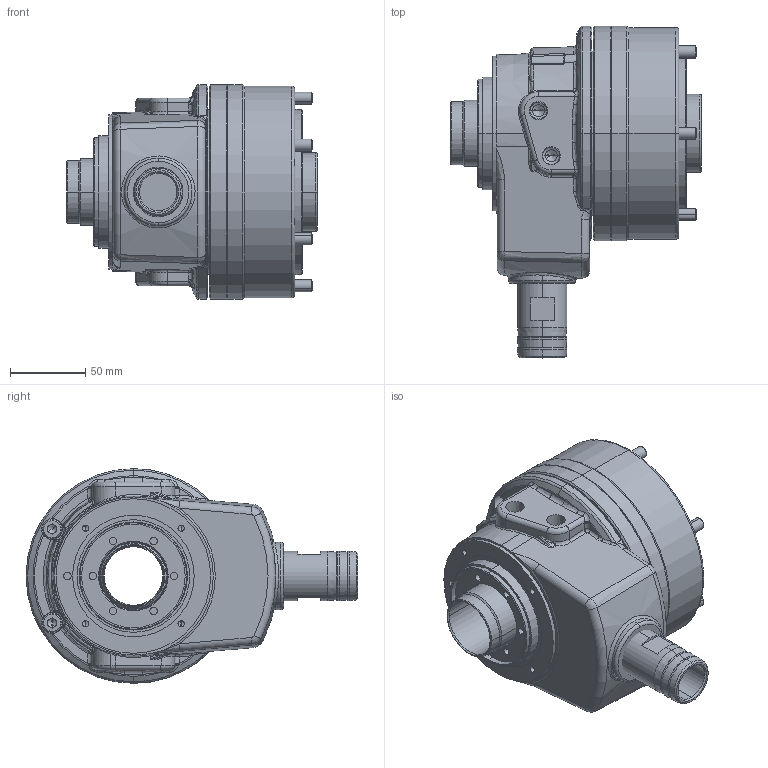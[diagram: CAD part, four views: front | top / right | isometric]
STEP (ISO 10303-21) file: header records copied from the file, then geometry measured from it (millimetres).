
FILE_DESCRIPTION (( 'STEP AP203' ), '1' );
FILE_NAME ('CF-TS-539.STEP', '2020-08-26T05:11:28', ( '' ), ( '' ), 'SwSTEP 2.0', 'SolidWorks 2016', '' );
FILE_SCHEMA (( 'CONFIG_CONTROL_DESIGN' ));
Length unit declared in the file: millimetre
Products named in the file (9): CF-TS-539-活塞; CF-TS-539-後柵環; 圓頭內六角螺栓_M8x60; O-RING_S42; CT-S08-08000; CF-TS-539-罩殼; CF-TS-539; CF-TS-539-閥軸; CF-TS-539-缸體
Assembly tree (13 placements, depth 2):
  CF-TS-539
    CF-TS-539-罩殼
    CF-TS-539-閥軸
    CF-TS-539-缸體
    CF-TS-539-活塞
    CF-TS-539-後柵環
    圓頭內六角螺栓_M8x60  x6
    O-RING_S42
    CT-S08-08000
Bounding box: 167 x 221.1 x 143 mm (x, y, z)
Volume: 1619935.7 mm3; surface area: 311061.7 mm2
Topology: 13 solids, 13 shells, 695 faces, 1585 edges, 930 vertices
Faces by surface type: cylinder 223, plane 170, cone 144, bspline 109, torus 49
Entity records: 21012 total; most frequent: CARTESIAN_POINT 7591, DIRECTION 2621, ORIENTED_EDGE 2550, EDGE_CURVE 1275, AXIS2_PLACEMENT_3D 1126, VERTEX_POINT 765, EDGE_LOOP 668, CIRCLE 649
